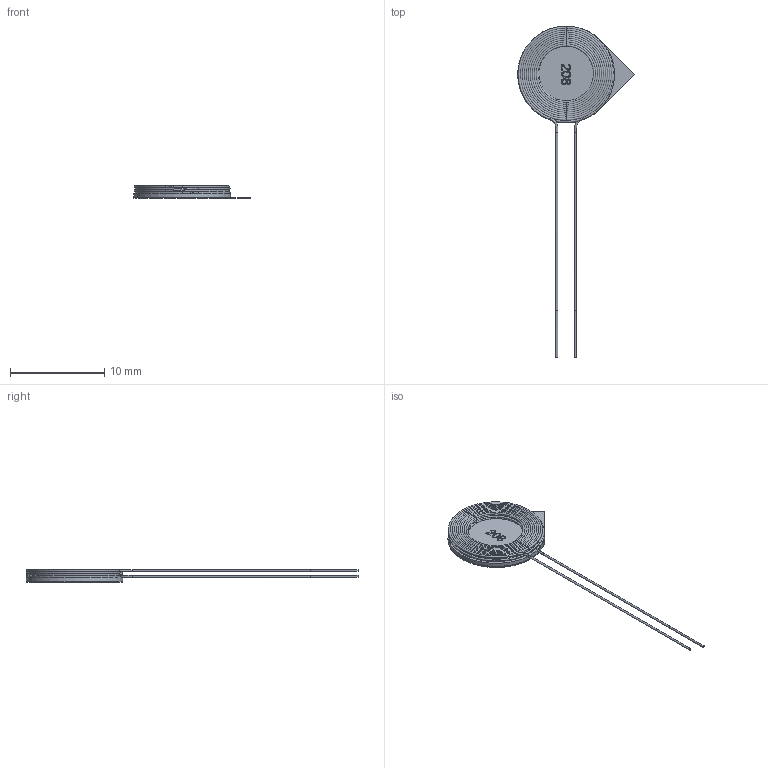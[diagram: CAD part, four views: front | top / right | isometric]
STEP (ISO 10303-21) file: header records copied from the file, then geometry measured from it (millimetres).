
FILE_DESCRIPTION(/* description */ ('Unknown'),/* implementation_level */ '2;1');
FILE_NAME(/* name */ 'L_Wurth_WE-WPCC-RX_760308101208',/* time_stamp */ '2025-04-22T14:44:31+08:00',/* author */ ('Unknown'),/* organization */ ('Unknown'),/* preprocessor_version */ 'ST-DEVELOPER v19.4',/* originating_system */ 'Solid Edge',/* authorisation */ 'Unknown');
FILE_SCHEMA (('AUTOMOTIVE_DESIGN {1 0 10303 214 3 1 1}'));
Length unit declared in the file: millimetre
Products named in the file (2): L_Wurth_WE-WPCC-RX_760308101208
Assembly tree (1 placements, depth 2):
  L_Wurth_WE-WPCC-RX_760308101208
    L_Wurth_WE-WPCC-RX_760308101208
Bounding box: 12.4 x 35.3 x 1.37 mm (x, y, z)
Volume: 77.7 mm3; surface area: 1191 mm2
Topology: 4 solids, 4 shells, 120 faces, 237 edges, 131 vertices
Faces by surface type: torus 80, plane 20, bspline 13, cylinder 7
Full cylindrical faces by diameter (mm): 0.2 x2, 0.201 x2, 10.3 x2
Entity records: 3856 total; most frequent: CARTESIAN_POINT 1025, DIRECTION 421, ORIENTED_EDGE 270, EDGE_LOOP 221, FACE_BOUND 221, AXIS2_PLACEMENT_3D 203, EDGE_CURVE 135, VERTEX_POINT 124
